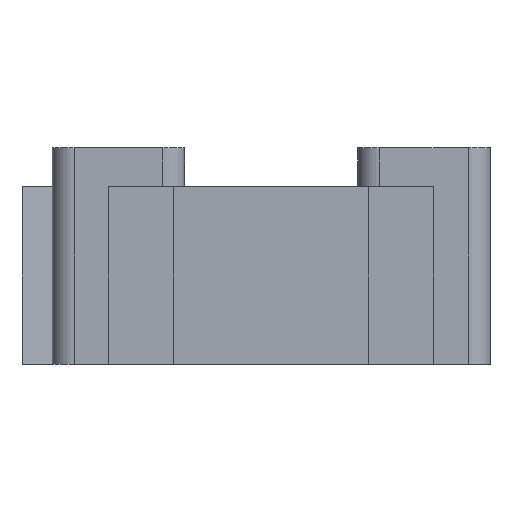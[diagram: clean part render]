
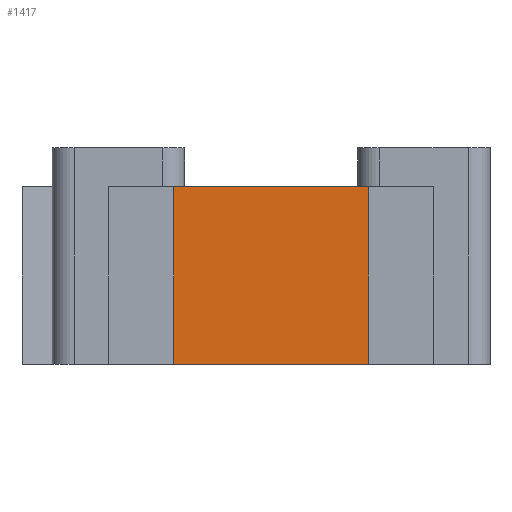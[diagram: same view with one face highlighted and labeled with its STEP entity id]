
A CAD part, front view. The second image highlights one B-rep face of the part: STEP entity #1417.
In plain terms, the highlighted planar face has unit normal (0, -1, 0).
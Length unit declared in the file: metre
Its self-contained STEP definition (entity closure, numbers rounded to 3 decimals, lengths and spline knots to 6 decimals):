
#49=LINE('',#2073,#217);
#96=LINE('',#2194,#264);
#108=LINE('',#2221,#276);
#109=LINE('',#2223,#277);
#217=VECTOR('',#1651,1.);
#264=VECTOR('',#1732,1.);
#276=VECTOR('',#1758,1.);
#277=VECTOR('',#1761,1.);
#476=ORIENTED_EDGE('',*,*,#866,.T.);
#477=ORIENTED_EDGE('',*,*,#881,.F.);
#478=ORIENTED_EDGE('',*,*,#807,.F.);
#479=ORIENTED_EDGE('',*,*,#880,.T.);
#807=EDGE_CURVE('',#1010,#1015,#49,.T.);
#866=EDGE_CURVE('',#1072,#1071,#96,.T.);
#880=EDGE_CURVE('',#1010,#1072,#108,.T.);
#881=EDGE_CURVE('',#1015,#1071,#109,.T.);
#1010=VERTEX_POINT('',#2062);
#1015=VERTEX_POINT('',#2074);
#1071=VERTEX_POINT('',#2193);
#1072=VERTEX_POINT('',#2195);
#1185=EDGE_LOOP('',(#476,#477,#478,#479));
#1269=FACE_BOUND('',#1185,.T.);
#1351=PLANE('',#1530);
#1417=ADVANCED_FACE('',(#1269),#1351,.F.);
#1530=AXIS2_PLACEMENT_3D('',#2222,#1759,#1760);
#1651=DIRECTION('',(1.,0.,0.));
#1732=DIRECTION('',(1.,0.,0.));
#1758=DIRECTION('',(0.,0.,-1.));
#1759=DIRECTION('',(0.,1.,0.));
#1760=DIRECTION('',(-1.,0.,0.));
#1761=DIRECTION('',(0.,0.,-1.));
#2062=CARTESIAN_POINT('',(-0.005,-0.0101,0.0082));
#2073=CARTESIAN_POINT('',(-0.005,-0.0101,0.0082));
#2074=CARTESIAN_POINT('',(0.005,-0.0101,0.0082));
#2193=CARTESIAN_POINT('',(0.005,-0.0101,0.));
#2194=CARTESIAN_POINT('',(-0.005,-0.0101,0.));
#2195=CARTESIAN_POINT('',(-0.005,-0.0101,0.));
#2221=CARTESIAN_POINT('',(-0.005,-0.0101,0.0082));
#2222=CARTESIAN_POINT('',(-0.005,-0.0101,0.0082));
#2223=CARTESIAN_POINT('',(0.005,-0.0101,0.0082));
